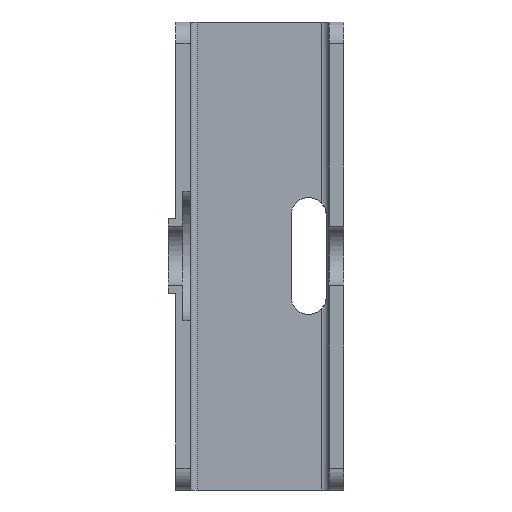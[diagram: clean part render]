
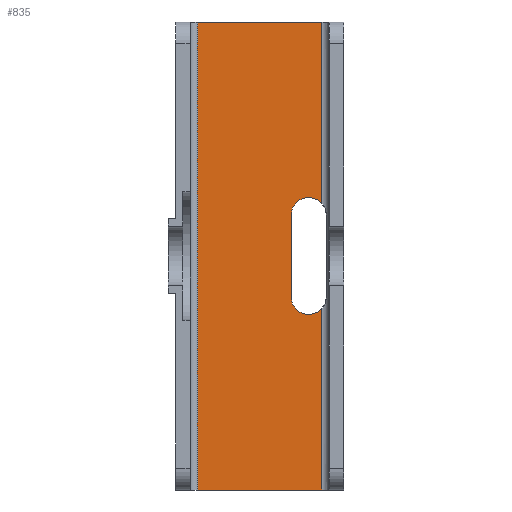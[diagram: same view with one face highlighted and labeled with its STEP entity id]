
A CAD part, front view. The second image highlights one B-rep face of the part: STEP entity #835.
In plain terms, the highlighted planar face has unit normal (0, -1, 0).
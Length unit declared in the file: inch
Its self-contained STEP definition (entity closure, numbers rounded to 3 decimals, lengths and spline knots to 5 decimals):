
#46=PLANE('',#920);
#85=FACE_OUTER_BOUND('',#134,.T.);
#134=EDGE_LOOP('',(#749,#750,#751,#752,#753,#754,#755,#756));
#144=LINE('',#1182,#228);
#163=LINE('',#1242,#247);
#201=LINE('',#1338,#285);
#208=LINE('',#1369,#292);
#209=LINE('',#1371,#293);
#218=LINE('',#1399,#302);
#228=VECTOR('',#945,0.3937);
#247=VECTOR('',#992,0.3937);
#285=VECTOR('',#1090,0.3937);
#292=VECTOR('',#1113,0.3937);
#293=VECTOR('',#1114,0.3937);
#302=VECTOR('',#1143,0.3937);
#339=CIRCLE('',#921,0.15);
#340=CIRCLE('',#922,0.15);
#348=VERTEX_POINT('',#1179);
#349=VERTEX_POINT('',#1181);
#375=VERTEX_POINT('',#1239);
#376=VERTEX_POINT('',#1241);
#414=VERTEX_POINT('',#1362);
#415=VERTEX_POINT('',#1370);
#417=VERTEX_POINT('',#1396);
#418=VERTEX_POINT('',#1398);
#429=EDGE_CURVE('',#348,#349,#144,.T.);
#459=EDGE_CURVE('',#376,#375,#163,.T.);
#508=EDGE_CURVE('',#349,#375,#201,.T.);
#521=EDGE_CURVE('',#414,#348,#208,.T.);
#522=EDGE_CURVE('',#376,#415,#209,.T.);
#532=EDGE_CURVE('',#414,#417,#339,.T.);
#533=EDGE_CURVE('',#417,#418,#218,.T.);
#534=EDGE_CURVE('',#418,#415,#340,.T.);
#749=ORIENTED_EDGE('',*,*,#429,.F.);
#750=ORIENTED_EDGE('',*,*,#521,.F.);
#751=ORIENTED_EDGE('',*,*,#532,.T.);
#752=ORIENTED_EDGE('',*,*,#533,.T.);
#753=ORIENTED_EDGE('',*,*,#534,.T.);
#754=ORIENTED_EDGE('',*,*,#522,.F.);
#755=ORIENTED_EDGE('',*,*,#459,.T.);
#756=ORIENTED_EDGE('',*,*,#508,.F.);
#835=ADVANCED_FACE('',(#85),#46,.T.);
#920=AXIS2_PLACEMENT_3D('',#1395,#1139,#1140);
#921=AXIS2_PLACEMENT_3D('',#1397,#1141,#1142);
#922=AXIS2_PLACEMENT_3D('',#1400,#1144,#1145);
#945=DIRECTION('',(-1.,0.,0.));
#992=DIRECTION('',(-1.,0.,0.));
#1090=DIRECTION('',(0.,0.,1.));
#1113=DIRECTION('',(0.,0.,-1.));
#1114=DIRECTION('',(0.,0.,-1.));
#1139=DIRECTION('center_axis',(0.,-1.,0.));
#1140=DIRECTION('ref_axis',(1.,0.,0.));
#1141=DIRECTION('center_axis',(0.,1.,0.));
#1142=DIRECTION('ref_axis',(1.,0.,0.));
#1143=DIRECTION('',(0.,0.,1.));
#1144=DIRECTION('center_axis',(0.,1.,0.));
#1145=DIRECTION('ref_axis',(-1.,0.,0.));
#1179=CARTESIAN_POINT('',(1.25,0.875,0.));
#1181=CARTESIAN_POINT('',(0.1875,0.875,0.));
#1182=CARTESIAN_POINT('',(1.3125,0.875,0.));
#1239=CARTESIAN_POINT('',(0.1875,0.875,4.));
#1241=CARTESIAN_POINT('',(1.25,0.875,4.));
#1242=CARTESIAN_POINT('',(0.7375,0.875,4.));
#1338=CARTESIAN_POINT('',(0.1875,0.875,0.));
#1362=CARTESIAN_POINT('',(1.25,0.875,1.55078));
#1369=CARTESIAN_POINT('',(1.25,0.875,0.));
#1370=CARTESIAN_POINT('',(1.25,0.875,2.44922));
#1371=CARTESIAN_POINT('',(1.25,0.875,0.));
#1395=CARTESIAN_POINT('Origin',(0.5625,0.875,0.));
#1396=CARTESIAN_POINT('',(0.9875,0.875,1.65));
#1397=CARTESIAN_POINT('Origin',(1.1375,0.875,1.65));
#1398=CARTESIAN_POINT('',(0.9875,0.875,2.35));
#1399=CARTESIAN_POINT('',(0.9875,0.875,1.175));
#1400=CARTESIAN_POINT('Origin',(1.1375,0.875,2.35));
